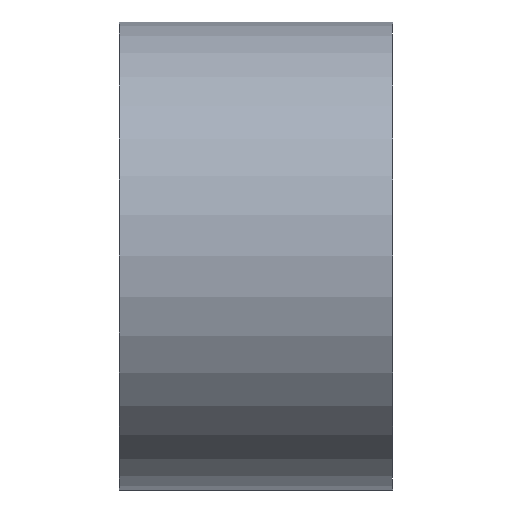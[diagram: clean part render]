
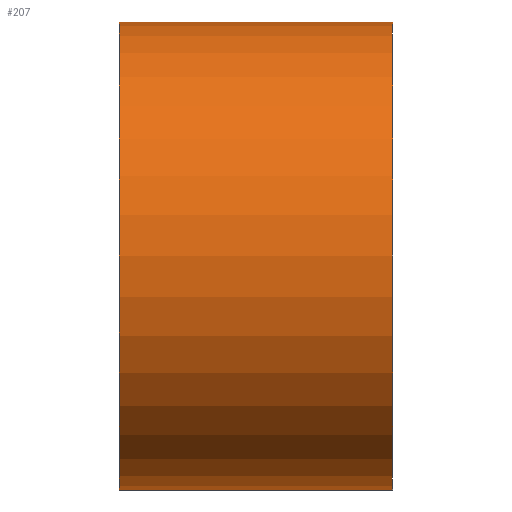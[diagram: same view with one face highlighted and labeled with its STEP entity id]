
A CAD part, left-side view. The second image highlights one B-rep face of the part: STEP entity #207.
In plain terms, the highlighted cylindrical face has radius 3 mm (diameter 6 mm), a partial arc.
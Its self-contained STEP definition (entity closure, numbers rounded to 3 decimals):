
#2 = EDGE_CURVE ( 'NONE', #149, #208, #130, .T. ) ;
#6 = EDGE_CURVE ( 'NONE', #50, #182, #13, .T. ) ;
#13 = LINE ( 'NONE', #26, #165 ) ;
#14 = AXIS2_PLACEMENT_3D ( 'NONE', #152, #99, #203 ) ;
#17 = CARTESIAN_POINT ( 'NONE',  ( 0., 0., -3. ) ) ;
#26 = CARTESIAN_POINT ( 'NONE',  ( 0., 3.5, -3. ) ) ;
#35 = CARTESIAN_POINT ( 'NONE',  ( 0., 3.5, -3. ) ) ;
#41 = CARTESIAN_POINT ( 'NONE',  ( 0., 3.5, 3. ) ) ;
#50 = VERTEX_POINT ( 'NONE', #35 ) ;
#62 = AXIS2_PLACEMENT_3D ( 'NONE', #124, #119, #75 ) ;
#68 = CIRCLE ( 'NONE', #89, 3. ) ;
#69 = EDGE_LOOP ( 'NONE', ( #164, #210, #81, #98 ) ) ;
#75 = DIRECTION ( 'NONE',  ( 0., 0., 1. ) ) ;
#81 = ORIENTED_EDGE ( 'NONE', *, *, #6, .T. ) ;
#87 = FACE_OUTER_BOUND ( 'NONE', #69, .T. ) ;
#89 = AXIS2_PLACEMENT_3D ( 'NONE', #135, #114, #190 ) ;
#98 = ORIENTED_EDGE ( 'NONE', *, *, #168, .T. ) ;
#99 = DIRECTION ( 'NONE',  ( 0., -1., 0. ) ) ;
#106 = CYLINDRICAL_SURFACE ( 'NONE', #14, 3. ) ;
#114 = DIRECTION ( 'NONE',  ( 0., 1., 0. ) ) ;
#119 = DIRECTION ( 'NONE',  ( 0., 1., 0. ) ) ;
#123 = DIRECTION ( 'NONE',  ( 0., -1., 0. ) ) ;
#124 = CARTESIAN_POINT ( 'NONE',  ( 0., 0., 0. ) ) ;
#129 = CIRCLE ( 'NONE', #62, 3. ) ;
#130 = LINE ( 'NONE', #191, #170 ) ;
#135 = CARTESIAN_POINT ( 'NONE',  ( 0., 3.5, 0. ) ) ;
#149 = VERTEX_POINT ( 'NONE', #41 ) ;
#152 = CARTESIAN_POINT ( 'NONE',  ( 0., 3.5, 0. ) ) ;
#158 = DIRECTION ( 'NONE',  ( 0., -1., 0. ) ) ;
#164 = ORIENTED_EDGE ( 'NONE', *, *, #2, .F. ) ;
#165 = VECTOR ( 'NONE', #123, 1000. ) ;
#168 = EDGE_CURVE ( 'NONE', #182, #208, #129, .T. ) ;
#169 = CARTESIAN_POINT ( 'NONE',  ( 0., 0., 3. ) ) ;
#170 = VECTOR ( 'NONE', #158, 1000. ) ;
#182 = VERTEX_POINT ( 'NONE', #17 ) ;
#190 = DIRECTION ( 'NONE',  ( 0., 0., 1. ) ) ;
#191 = CARTESIAN_POINT ( 'NONE',  ( 0., 3.5, 3. ) ) ;
#198 = EDGE_CURVE ( 'NONE', #50, #149, #68, .T. ) ;
#203 = DIRECTION ( 'NONE',  ( 0., 0., -1. ) ) ;
#207 = ADVANCED_FACE ( 'NONE', ( #87 ), #106, .T. ) ;
#208 = VERTEX_POINT ( 'NONE', #169 ) ;
#210 = ORIENTED_EDGE ( 'NONE', *, *, #198, .F. ) ;
